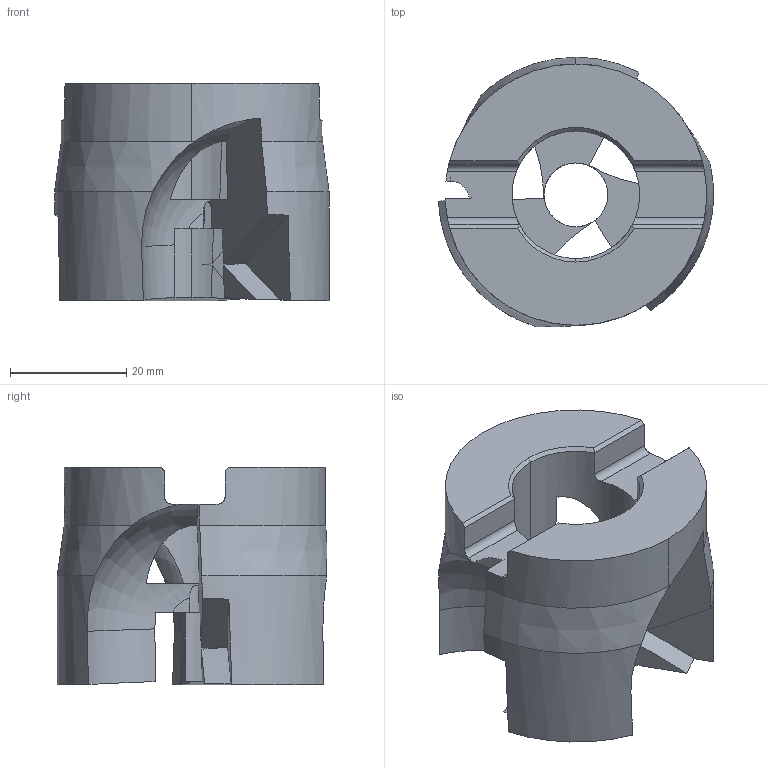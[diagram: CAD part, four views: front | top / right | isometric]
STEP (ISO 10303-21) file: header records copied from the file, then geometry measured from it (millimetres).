
FILE_DESCRIPTION(('no description'),'unknown implementation level');
FILE_NAME('solidHxNMhcjcQ_vhMJ6kbIvpL1xICIk_1.STP',' ',('CIM GmbH Aachen'),('CADClick - KiM GmbH - www.kimweb.de'),'unknown preprocess','ACIS','unknown authorization');
FILE_SCHEMA(('automotive_design'));
Length unit declared in the file: millimetre
Products named in the file (1): 1
Bounding box: 47.35 x 46.4 x 37.38 mm (x, y, z)
Volume: 30140.8 mm3; surface area: 10613 mm2
Topology: 1 solids, 1 shells, 91 faces, 278 edges, 182 vertices
Faces by surface type: plane 42, cylinder 33, cone 13, torus 3
Entity records: 7054 total; most frequent: CARTESIAN_POINT 1544, ORIENTED_EDGE 556, STYLED_ITEM 552, PRESENTATION_STYLE_ASSIGNMENT 552, COLOUR_RGB 552, DIRECTION 510, EDGE_CURVE 278, CURVE_STYLE 278
